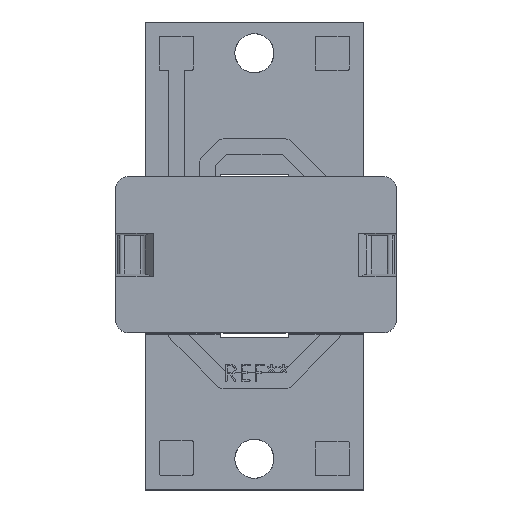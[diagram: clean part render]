
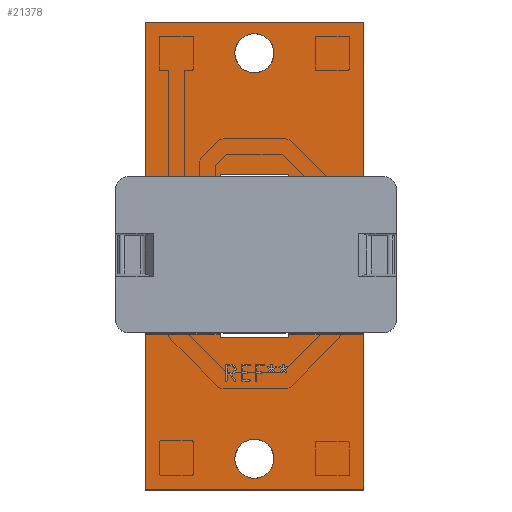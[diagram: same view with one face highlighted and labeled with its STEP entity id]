
A CAD part, top view. The second image highlights one B-rep face of the part: STEP entity #21378.
In plain terms, the highlighted planar face has unit normal (0, 0, 1).
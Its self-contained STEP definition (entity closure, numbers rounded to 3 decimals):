
#21378 = ADVANCED_FACE('',(#21379,#21413,#21440,#21474),#21501,.T.);
#21379 = FACE_BOUND('',#21380,.F.);
#21380 = EDGE_LOOP('',(#21381,#21391,#21399,#21407));
#21381 = ORIENTED_EDGE('',*,*,#21382,.T.);
#21382 = EDGE_CURVE('',#21383,#21385,#21387,.T.);
#21383 = VERTEX_POINT('',#21384);
#21384 = CARTESIAN_POINT('',(-7.,-15.,1.56));
#21385 = VERTEX_POINT('',#21386);
#21386 = CARTESIAN_POINT('',(-7.,15.,1.56));
#21387 = LINE('',#21388,#21389);
#21388 = CARTESIAN_POINT('',(-7.,-15.,1.56));
#21389 = VECTOR('',#21390,1.);
#21390 = DIRECTION('',(0.,1.,0.));
#21391 = ORIENTED_EDGE('',*,*,#21392,.T.);
#21392 = EDGE_CURVE('',#21385,#21393,#21395,.T.);
#21393 = VERTEX_POINT('',#21394);
#21394 = CARTESIAN_POINT('',(7.,15.,1.56));
#21395 = LINE('',#21396,#21397);
#21396 = CARTESIAN_POINT('',(-7.,15.,1.56));
#21397 = VECTOR('',#21398,1.);
#21398 = DIRECTION('',(1.,0.,0.));
#21399 = ORIENTED_EDGE('',*,*,#21400,.T.);
#21400 = EDGE_CURVE('',#21393,#21401,#21403,.T.);
#21401 = VERTEX_POINT('',#21402);
#21402 = CARTESIAN_POINT('',(7.,-15.,1.56));
#21403 = LINE('',#21404,#21405);
#21404 = CARTESIAN_POINT('',(7.,15.,1.56));
#21405 = VECTOR('',#21406,1.);
#21406 = DIRECTION('',(0.,-1.,0.));
#21407 = ORIENTED_EDGE('',*,*,#21408,.T.);
#21408 = EDGE_CURVE('',#21401,#21383,#21409,.T.);
#21409 = LINE('',#21410,#21411);
#21410 = CARTESIAN_POINT('',(7.,-15.,1.56));
#21411 = VECTOR('',#21412,1.);
#21412 = DIRECTION('',(-1.,0.,0.));
#21413 = FACE_BOUND('',#21414,.F.);
#21414 = EDGE_LOOP('',(#21415,#21425,#21434));
#21415 = ORIENTED_EDGE('',*,*,#21416,.T.);
#21416 = EDGE_CURVE('',#21417,#21419,#21421,.T.);
#21417 = VERTEX_POINT('',#21418);
#21418 = CARTESIAN_POINT('',(1.25,-13.,1.56));
#21419 = VERTEX_POINT('',#21420);
#21420 = CARTESIAN_POINT('',(1.247,-12.888,1.56));
#21421 = LINE('',#21422,#21423);
#21422 = CARTESIAN_POINT('',(1.25,-13.,1.56));
#21423 = VECTOR('',#21424,1.);
#21424 = DIRECTION('',(-0.022,1.,0.));
#21425 = ORIENTED_EDGE('',*,*,#21426,.T.);
#21426 = EDGE_CURVE('',#21419,#21427,#21429,.T.);
#21427 = VERTEX_POINT('',#21428);
#21428 = CARTESIAN_POINT('',(1.247,-13.112,1.56));
#21429 = CIRCLE('',#21430,1.253);
#21430 = AXIS2_PLACEMENT_3D('',#21431,#21432,#21433);
#21431 = CARTESIAN_POINT('',(0.,-13.,1.56));
#21432 = DIRECTION('',(0.,0.,1.));
#21433 = DIRECTION('',(0.996,0.09,-0.));
#21434 = ORIENTED_EDGE('',*,*,#21435,.T.);
#21435 = EDGE_CURVE('',#21427,#21417,#21436,.T.);
#21436 = LINE('',#21437,#21438);
#21437 = CARTESIAN_POINT('',(1.247,-13.112,1.56));
#21438 = VECTOR('',#21439,1.);
#21439 = DIRECTION('',(0.022,1.,0.));
#21440 = FACE_BOUND('',#21441,.F.);
#21441 = EDGE_LOOP('',(#21442,#21452,#21460,#21468));
#21442 = ORIENTED_EDGE('',*,*,#21443,.T.);
#21443 = EDGE_CURVE('',#21444,#21446,#21448,.T.);
#21444 = VERTEX_POINT('',#21445);
#21445 = CARTESIAN_POINT('',(2.2,-5.2,1.56));
#21446 = VERTEX_POINT('',#21447);
#21447 = CARTESIAN_POINT('',(2.2,5.2,1.56));
#21448 = LINE('',#21449,#21450);
#21449 = CARTESIAN_POINT('',(2.2,-5.2,1.56));
#21450 = VECTOR('',#21451,1.);
#21451 = DIRECTION('',(0.,1.,0.));
#21452 = ORIENTED_EDGE('',*,*,#21453,.T.);
#21453 = EDGE_CURVE('',#21446,#21454,#21456,.T.);
#21454 = VERTEX_POINT('',#21455);
#21455 = CARTESIAN_POINT('',(-2.2,5.2,1.56));
#21456 = LINE('',#21457,#21458);
#21457 = CARTESIAN_POINT('',(2.2,5.2,1.56));
#21458 = VECTOR('',#21459,1.);
#21459 = DIRECTION('',(-1.,0.,0.));
#21460 = ORIENTED_EDGE('',*,*,#21461,.T.);
#21461 = EDGE_CURVE('',#21454,#21462,#21464,.T.);
#21462 = VERTEX_POINT('',#21463);
#21463 = CARTESIAN_POINT('',(-2.2,-5.2,1.56));
#21464 = LINE('',#21465,#21466);
#21465 = CARTESIAN_POINT('',(-2.2,5.2,1.56));
#21466 = VECTOR('',#21467,1.);
#21467 = DIRECTION('',(0.,-1.,0.));
#21468 = ORIENTED_EDGE('',*,*,#21469,.T.);
#21469 = EDGE_CURVE('',#21462,#21444,#21470,.T.);
#21470 = LINE('',#21471,#21472);
#21471 = CARTESIAN_POINT('',(-2.2,-5.2,1.56));
#21472 = VECTOR('',#21473,1.);
#21473 = DIRECTION('',(1.,0.,0.));
#21474 = FACE_BOUND('',#21475,.F.);
#21475 = EDGE_LOOP('',(#21476,#21486,#21495));
#21476 = ORIENTED_EDGE('',*,*,#21477,.T.);
#21477 = EDGE_CURVE('',#21478,#21480,#21482,.T.);
#21478 = VERTEX_POINT('',#21479);
#21479 = CARTESIAN_POINT('',(1.25,13.,1.56));
#21480 = VERTEX_POINT('',#21481);
#21481 = CARTESIAN_POINT('',(1.247,13.112,1.56));
#21482 = LINE('',#21483,#21484);
#21483 = CARTESIAN_POINT('',(1.25,13.,1.56));
#21484 = VECTOR('',#21485,1.);
#21485 = DIRECTION('',(-0.022,1.,0.));
#21486 = ORIENTED_EDGE('',*,*,#21487,.T.);
#21487 = EDGE_CURVE('',#21480,#21488,#21490,.T.);
#21488 = VERTEX_POINT('',#21489);
#21489 = CARTESIAN_POINT('',(1.247,12.888,1.56));
#21490 = CIRCLE('',#21491,1.253);
#21491 = AXIS2_PLACEMENT_3D('',#21492,#21493,#21494);
#21492 = CARTESIAN_POINT('',(0.,13.,1.56));
#21493 = DIRECTION('',(0.,0.,1.));
#21494 = DIRECTION('',(0.996,0.09,-0.));
#21495 = ORIENTED_EDGE('',*,*,#21496,.T.);
#21496 = EDGE_CURVE('',#21488,#21478,#21497,.T.);
#21497 = LINE('',#21498,#21499);
#21498 = CARTESIAN_POINT('',(1.247,12.888,1.56));
#21499 = VECTOR('',#21500,1.);
#21500 = DIRECTION('',(0.022,1.,0.));
#21501 = PLANE('',#21502);
#21502 = AXIS2_PLACEMENT_3D('',#21503,#21504,#21505);
#21503 = CARTESIAN_POINT('',(0.,0.,1.56));
#21504 = DIRECTION('',(0.,0.,1.));
#21505 = DIRECTION('',(1.,0.,-0.));
